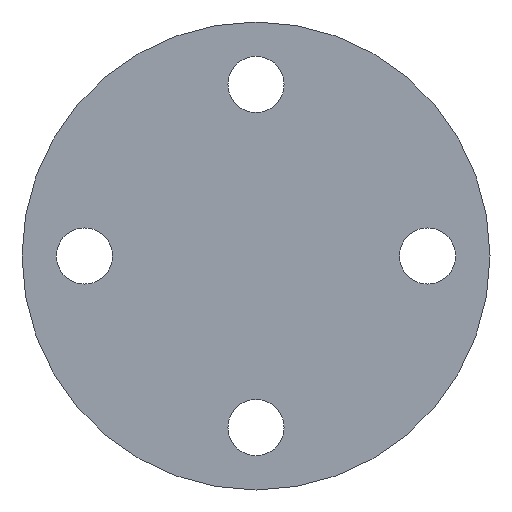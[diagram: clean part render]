
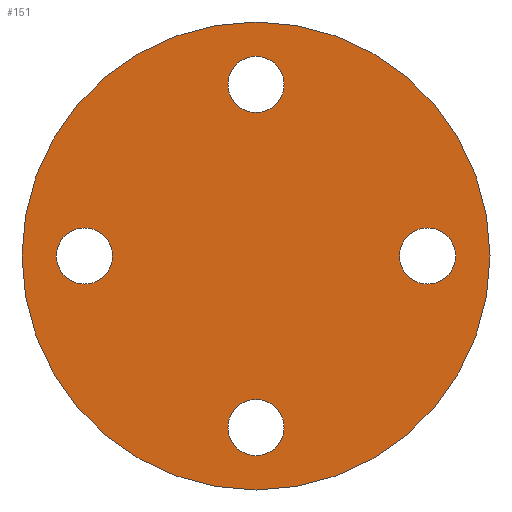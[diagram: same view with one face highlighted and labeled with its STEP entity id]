
A CAD part, front view. The second image highlights one B-rep face of the part: STEP entity #151.
In plain terms, the highlighted planar face has unit normal (0, -1, 0).
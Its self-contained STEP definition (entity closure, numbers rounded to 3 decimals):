
#1 = CARTESIAN_POINT ( 'NONE',  ( -55., 0., 0. ) ) ;
#8 = AXIS2_PLACEMENT_3D ( 'NONE', #41, #582, #440 ) ;
#13 = CARTESIAN_POINT ( 'NONE',  ( 55., 0., 9. ) ) ;
#16 = EDGE_CURVE ( 'NONE', #584, #469, #396, .T. ) ;
#22 = DIRECTION ( 'NONE',  ( 0., 1., 0. ) ) ;
#23 = AXIS2_PLACEMENT_3D ( 'NONE', #448, #256, #98 ) ;
#32 = EDGE_CURVE ( 'NONE', #230, #269, #463, .T. ) ;
#36 = CARTESIAN_POINT ( 'NONE',  ( -55., 0., 0. ) ) ;
#37 = DIRECTION ( 'NONE',  ( 0., 0., 1. ) ) ;
#41 = CARTESIAN_POINT ( 'NONE',  ( 0., 0., 55. ) ) ;
#50 = VERTEX_POINT ( 'NONE', #56 ) ;
#52 = PLANE ( 'NONE',  #23 ) ;
#53 = CIRCLE ( 'NONE', #235, 9. ) ;
#54 = ORIENTED_EDGE ( 'NONE', *, *, #93, .T. ) ;
#56 = CARTESIAN_POINT ( 'NONE',  ( 0., 0., 75. ) ) ;
#60 = VERTEX_POINT ( 'NONE', #630 ) ;
#74 = CIRCLE ( 'NONE', #465, 9. ) ;
#84 = DIRECTION ( 'NONE',  ( 0., 1., 0. ) ) ;
#85 = AXIS2_PLACEMENT_3D ( 'NONE', #519, #84, #288 ) ;
#90 = CARTESIAN_POINT ( 'NONE',  ( 55., 0., -9. ) ) ;
#93 = EDGE_CURVE ( 'NONE', #481, #373, #413, .T. ) ;
#98 = DIRECTION ( 'NONE',  ( 0., 0., 1. ) ) ;
#128 = CARTESIAN_POINT ( 'NONE',  ( 0., 0., 46. ) ) ;
#135 = ORIENTED_EDGE ( 'NONE', *, *, #579, .F. ) ;
#151 = ADVANCED_FACE ( 'NONE', ( #393, #152, #245, #346, #536 ), #52, .F. ) ;
#152 = FACE_BOUND ( 'NONE', #313, .T. ) ;
#171 = CIRCLE ( 'NONE', #257, 9. ) ;
#182 = AXIS2_PLACEMENT_3D ( 'NONE', #499, #391, #482 ) ;
#188 = ORIENTED_EDGE ( 'NONE', *, *, #529, .T. ) ;
#189 = DIRECTION ( 'NONE',  ( 0., 1., 0. ) ) ;
#193 = EDGE_LOOP ( 'NONE', ( #459, #572 ) ) ;
#200 = AXIS2_PLACEMENT_3D ( 'NONE', #36, #237, #616 ) ;
#203 = CARTESIAN_POINT ( 'NONE',  ( 0., 0., -55. ) ) ;
#204 = AXIS2_PLACEMENT_3D ( 'NONE', #554, #275, #504 ) ;
#205 = VERTEX_POINT ( 'NONE', #128 ) ;
#224 = CIRCLE ( 'NONE', #204, 75. ) ;
#225 = DIRECTION ( 'NONE',  ( 0., 0., 1. ) ) ;
#229 = CARTESIAN_POINT ( 'NONE',  ( 0., 0., -75. ) ) ;
#230 = VERTEX_POINT ( 'NONE', #268 ) ;
#235 = AXIS2_PLACEMENT_3D ( 'NONE', #473, #478, #37 ) ;
#237 = DIRECTION ( 'NONE',  ( 0., 1., 0. ) ) ;
#245 = FACE_BOUND ( 'NONE', #341, .T. ) ;
#247 = EDGE_CURVE ( 'NONE', #50, #423, #224, .T. ) ;
#256 = DIRECTION ( 'NONE',  ( 0., 1., 0. ) ) ;
#257 = AXIS2_PLACEMENT_3D ( 'NONE', #547, #22, #225 ) ;
#260 = EDGE_CURVE ( 'NONE', #205, #60, #171, .T. ) ;
#265 = CIRCLE ( 'NONE', #8, 9. ) ;
#266 = ORIENTED_EDGE ( 'NONE', *, *, #32, .T. ) ;
#268 = CARTESIAN_POINT ( 'NONE',  ( -55., 0., -9. ) ) ;
#269 = VERTEX_POINT ( 'NONE', #404 ) ;
#275 = DIRECTION ( 'NONE',  ( 0., 1., 0. ) ) ;
#288 = DIRECTION ( 'NONE',  ( 0., 0., 1. ) ) ;
#293 = DIRECTION ( 'NONE',  ( 0., 0., 1. ) ) ;
#294 = EDGE_LOOP ( 'NONE', ( #135, #442 ) ) ;
#306 = DIRECTION ( 'NONE',  ( 0., 0., 1. ) ) ;
#313 = EDGE_LOOP ( 'NONE', ( #541, #483 ) ) ;
#341 = EDGE_LOOP ( 'NONE', ( #188, #266 ) ) ;
#346 = FACE_BOUND ( 'NONE', #618, .T. ) ;
#352 = AXIS2_PLACEMENT_3D ( 'NONE', #203, #625, #306 ) ;
#355 = ORIENTED_EDGE ( 'NONE', *, *, #377, .T. ) ;
#363 = AXIS2_PLACEMENT_3D ( 'NONE', #1, #624, #457 ) ;
#373 = VERTEX_POINT ( 'NONE', #388 ) ;
#377 = EDGE_CURVE ( 'NONE', #373, #481, #53, .T. ) ;
#386 = CIRCLE ( 'NONE', #363, 9. ) ;
#388 = CARTESIAN_POINT ( 'NONE',  ( 0., 0., -46. ) ) ;
#391 = DIRECTION ( 'NONE',  ( 0., 1., 0. ) ) ;
#393 = FACE_BOUND ( 'NONE', #193, .T. ) ;
#396 = CIRCLE ( 'NONE', #85, 9. ) ;
#404 = CARTESIAN_POINT ( 'NONE',  ( -55., 0., 9. ) ) ;
#413 = CIRCLE ( 'NONE', #352, 9. ) ;
#418 = CARTESIAN_POINT ( 'NONE',  ( 55., 0., 0. ) ) ;
#422 = CARTESIAN_POINT ( 'NONE',  ( 0., 0., -64. ) ) ;
#423 = VERTEX_POINT ( 'NONE', #229 ) ;
#440 = DIRECTION ( 'NONE',  ( 0., 0., 1. ) ) ;
#442 = ORIENTED_EDGE ( 'NONE', *, *, #247, .F. ) ;
#448 = CARTESIAN_POINT ( 'NONE',  ( 0., 0., 0. ) ) ;
#449 = EDGE_CURVE ( 'NONE', #469, #584, #74, .T. ) ;
#457 = DIRECTION ( 'NONE',  ( 0., 0., 1. ) ) ;
#459 = ORIENTED_EDGE ( 'NONE', *, *, #16, .T. ) ;
#463 = CIRCLE ( 'NONE', #200, 9. ) ;
#465 = AXIS2_PLACEMENT_3D ( 'NONE', #418, #189, #293 ) ;
#469 = VERTEX_POINT ( 'NONE', #90 ) ;
#473 = CARTESIAN_POINT ( 'NONE',  ( 0., 0., -55. ) ) ;
#478 = DIRECTION ( 'NONE',  ( 0., 1., 0. ) ) ;
#481 = VERTEX_POINT ( 'NONE', #422 ) ;
#482 = DIRECTION ( 'NONE',  ( 0., 0., 1. ) ) ;
#483 = ORIENTED_EDGE ( 'NONE', *, *, #260, .T. ) ;
#499 = CARTESIAN_POINT ( 'NONE',  ( 0., 0., 0. ) ) ;
#504 = DIRECTION ( 'NONE',  ( 0., 0., 1. ) ) ;
#519 = CARTESIAN_POINT ( 'NONE',  ( 55., 0., 0. ) ) ;
#529 = EDGE_CURVE ( 'NONE', #269, #230, #386, .T. ) ;
#534 = CIRCLE ( 'NONE', #182, 75. ) ;
#536 = FACE_OUTER_BOUND ( 'NONE', #294, .T. ) ;
#541 = ORIENTED_EDGE ( 'NONE', *, *, #587, .T. ) ;
#547 = CARTESIAN_POINT ( 'NONE',  ( 0., 0., 55. ) ) ;
#554 = CARTESIAN_POINT ( 'NONE',  ( 0., 0., 0. ) ) ;
#572 = ORIENTED_EDGE ( 'NONE', *, *, #449, .T. ) ;
#579 = EDGE_CURVE ( 'NONE', #423, #50, #534, .T. ) ;
#582 = DIRECTION ( 'NONE',  ( 0., 1., 0. ) ) ;
#584 = VERTEX_POINT ( 'NONE', #13 ) ;
#587 = EDGE_CURVE ( 'NONE', #60, #205, #265, .T. ) ;
#616 = DIRECTION ( 'NONE',  ( 0., 0., 1. ) ) ;
#618 = EDGE_LOOP ( 'NONE', ( #355, #54 ) ) ;
#624 = DIRECTION ( 'NONE',  ( 0., 1., 0. ) ) ;
#625 = DIRECTION ( 'NONE',  ( 0., 1., 0. ) ) ;
#630 = CARTESIAN_POINT ( 'NONE',  ( 0., 0., 64. ) ) ;
